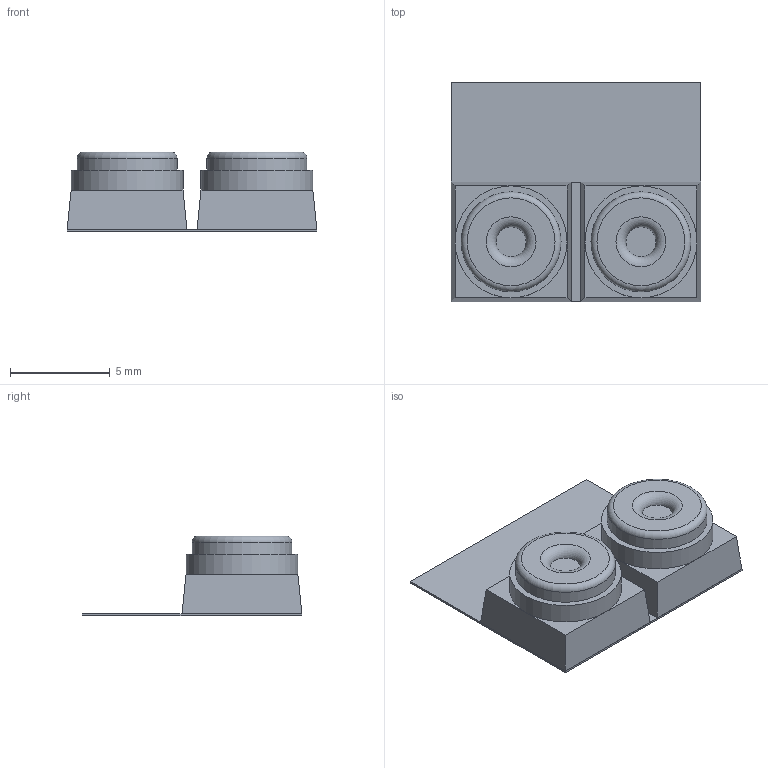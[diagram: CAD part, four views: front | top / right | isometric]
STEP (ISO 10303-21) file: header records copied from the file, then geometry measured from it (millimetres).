
FILE_DESCRIPTION(/* description */ (''),/* implementation_level */ '2;1');
FILE_NAME(/* name */ 'CAMERA_D_GC0308.stp',/* time_stamp */ '2020-07-29T14:38:02+08:00',/* author */ (''),/* organization */ (''),/* preprocessor_version */ 'ST-DEVELOPER v15',/* originating_system */ 'SIEMENS PLM Software NX 8.5',/* authorisation */ '');
FILE_SCHEMA (('AUTOMOTIVE_DESIGN { 1 0 10303 214 3 1 1 1 }'));
Length unit declared in the file: millimetre
Products named in the file (1): CAMERA_D_GC0308
Bounding box: 12.5 x 11 x 4 mm (x, y, z)
Volume: 230 mm3; surface area: 588.9 mm2
Topology: 6 solids, 6 shells, 52 faces, 94 edges, 58 vertices
Faces by surface type: plane 40, cylinder 8, torus 4
Full cylindrical faces by diameter (mm): 1.5 x4, 5 x2, 5.6 x2
Entity records: 1244 total; most frequent: DIRECTION 214, CARTESIAN_POINT 193, ORIENTED_EDGE 164, EDGE_CURVE 82, AXIS2_PLACEMENT_3D 79, EDGE_LOOP 68, VERTEX_POINT 58, LINE 56
